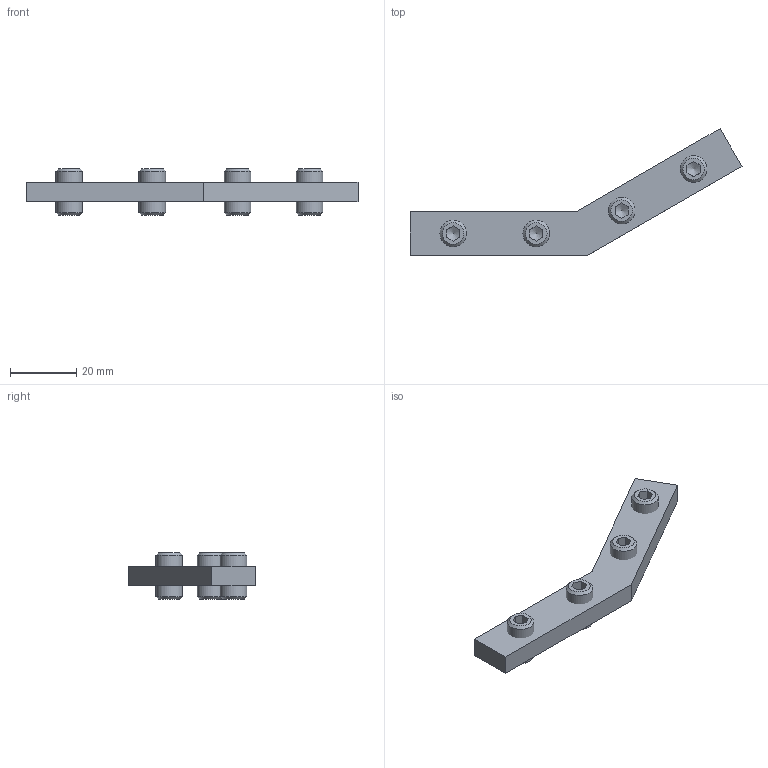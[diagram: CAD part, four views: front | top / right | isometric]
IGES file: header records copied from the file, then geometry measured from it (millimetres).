
Global section: file name: 321330.stp.ipt; native system: Autodesk Inventor 2014; preprocessor: unknown; author: zeman; date: 20151016.101723; units: millimetre
Bounding box: 99.9 x 38.2 x 14 mm (x, y, z)
Volume: 9820.7 mm3; surface area: 6363.1 mm2
Topology: 5 solids, 5 shells, 60 faces, 142 edges, 92 vertices
Faces by surface type: plane 40, cone 8, revolution 4, cylinder 4, bspline 4
Full cylindrical faces by diameter (mm): 8 x4
